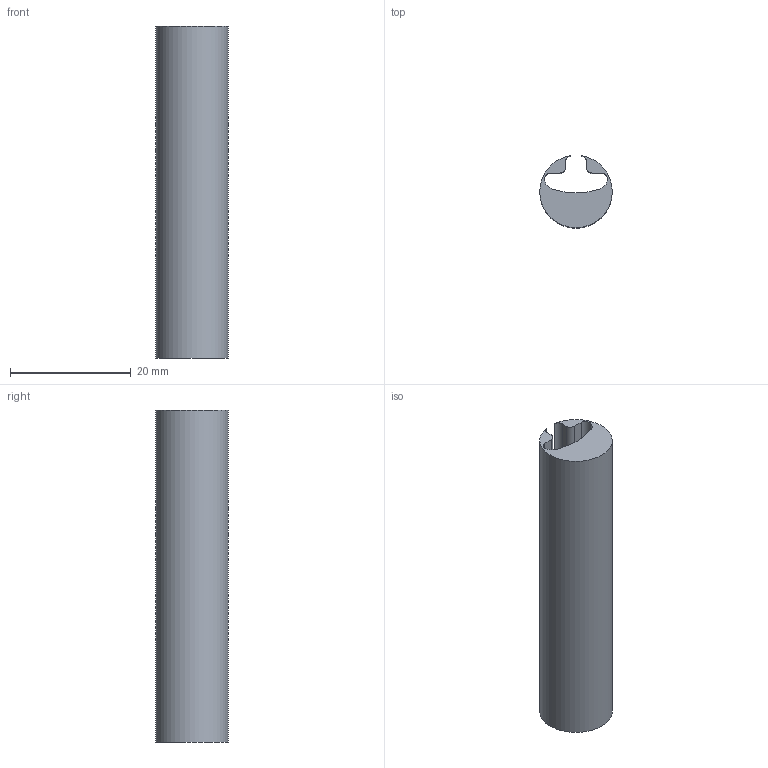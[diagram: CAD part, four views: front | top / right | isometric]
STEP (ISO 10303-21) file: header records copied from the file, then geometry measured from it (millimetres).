
FILE_DESCRIPTION(('FreeCAD Model'),'2;1');
FILE_NAME('Open CASCADE Shape Model','2021-06-28T11:29:49',('Author'),( ''),'Open CASCADE STEP processor 7.5','FreeCAD','Unknown');
FILE_SCHEMA(('AUTOMOTIVE_DESIGN { 1 0 10303 214 1 1 1 1 }'));
Length unit declared in the file: millimetre
Products named in the file (2): Barrota parte grande; Barrote final parte grande
Assembly tree (1 placements, depth 2):
  Barrota parte grande
    Barrote final parte grande
Bounding box: 11.98 x 11.93 x 55 mm (x, y, z)
Volume: 4035.4 mm3; surface area: 3571.4 mm2
Topology: 1 solids, 1 shells, 16 faces, 42 edges, 28 vertices
Faces by surface type: cylinder 6, plane 6, bspline 4
Entity records: 1630 total; most frequent: CARTESIAN_POINT 850, DIRECTION 110, ORIENTED_EDGE 84, PCURVE 84, DEFINITIONAL_REPRESENTATION 84, B_SPLINE_CURVE_WITH_KNOTS 52, LINE 50, VECTOR 50
